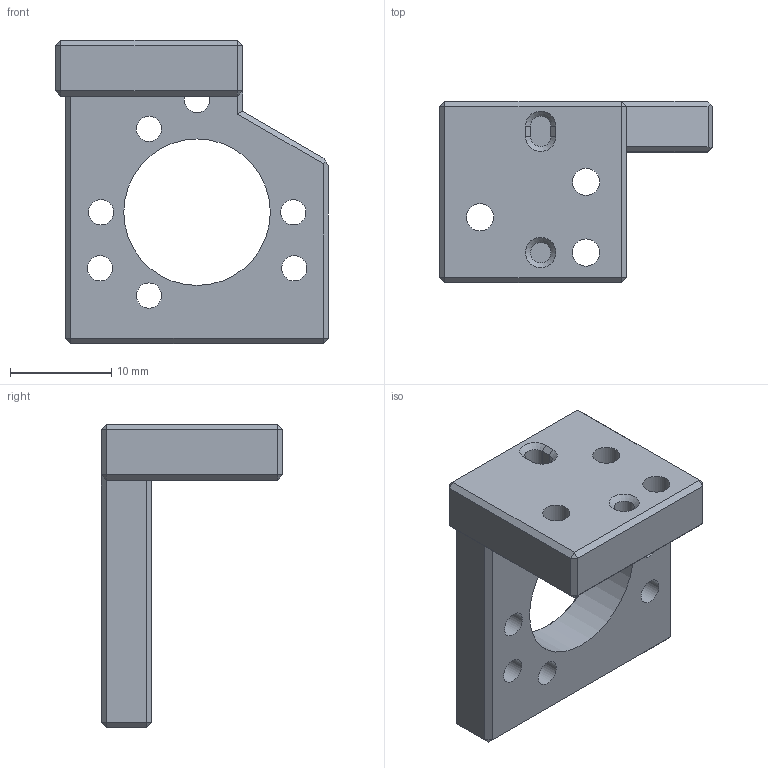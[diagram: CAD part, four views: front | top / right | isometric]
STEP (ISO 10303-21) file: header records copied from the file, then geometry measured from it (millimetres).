
FILE_DESCRIPTION(/* description */ (''),/* implementation_level */ '2;1');
FILE_NAME(/* name */ 'VRU3 slider attachment v2_20210325.stp',/* time_stamp */ '2021-03-25T17:12:11-07:00',/* author */ ('hongquanli'),/* organization */ (''),/* preprocessor_version */ 'ST-DEVELOPER v18',/* originating_system */ 'Autodesk Inventor 2020',/* authorisation */ '');
FILE_SCHEMA (('AUTOMOTIVE_DESIGN { 1 0 10303 214 3 1 1 }'));
Length unit declared in the file: millimetre
Products named in the file (1): VRU3 slider attachment v2
Bounding box: 27 x 18 x 30 mm (x, y, z)
Volume: 3578.9 mm3; surface area: 2796.5 mm2
Topology: 1 solids, 1 shells, 78 faces, 193 edges, 120 vertices
Faces by surface type: plane 56, cylinder 17, cone 5
Full cylindrical faces by diameter (mm): 2 x1, 2.5 x7, 2.7 x3, 5 x3, 14.5 x1
Entity records: 2377 total; most frequent: DIRECTION 414, CARTESIAN_POINT 392, ORIENTED_EDGE 386, EDGE_CURVE 193, AXIS2_PLACEMENT_3D 142, LINE 130, VECTOR 130, VERTEX_POINT 120
